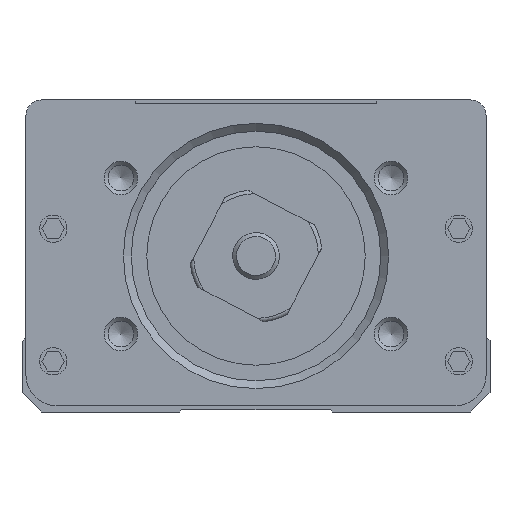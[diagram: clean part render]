
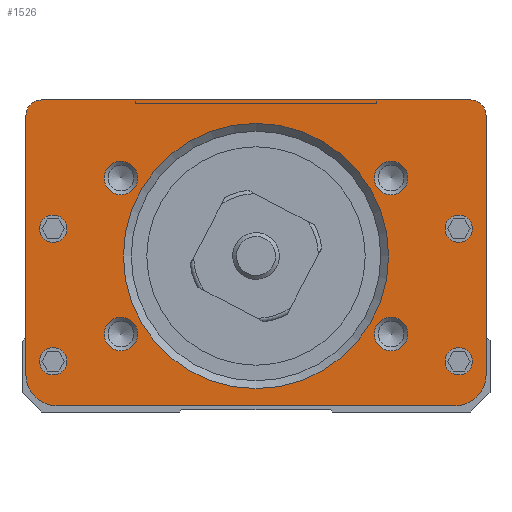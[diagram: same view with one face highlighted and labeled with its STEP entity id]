
A CAD part, front view. The second image highlights one B-rep face of the part: STEP entity #1526.
In plain terms, the highlighted face is planar.
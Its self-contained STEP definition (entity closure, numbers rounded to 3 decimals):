
#884=FACE_BOUND('',#4563,.T.);
#885=FACE_BOUND('',#4564,.T.);
#886=FACE_BOUND('',#4565,.T.);
#887=FACE_BOUND('',#4566,.T.);
#888=FACE_BOUND('',#4567,.T.);
#889=FACE_BOUND('',#4568,.T.);
#890=FACE_BOUND('',#4569,.T.);
#891=FACE_BOUND('',#4570,.T.);
#892=FACE_BOUND('',#4571,.T.);
#893=FACE_BOUND('',#4572,.T.);
#1526=ADVANCED_FACE('',(#884,#885,#886,#887,#888,#889,#890,#891,#892,#893),
#2754,.F.);
#2754=PLANE('',#21982);
#4563=EDGE_LOOP('',(#10529));
#4564=EDGE_LOOP('',(#10530));
#4565=EDGE_LOOP('',(#10531));
#4566=EDGE_LOOP('',(#10532));
#4567=EDGE_LOOP('',(#10533));
#4568=EDGE_LOOP('',(#10534));
#4569=EDGE_LOOP('',(#10535));
#4570=EDGE_LOOP('',(#10536));
#4571=EDGE_LOOP('',(#10537));
#4572=EDGE_LOOP('',(#10538,#10539,#10540,#10541,#10542,#10543,#10544,#10545));
#6215=LINE('',#30842,#8191);
#6261=LINE('',#30970,#8237);
#6263=LINE('',#30974,#8239);
#6283=LINE('',#31024,#8259);
#8191=VECTOR('',#24315,1.);
#8237=VECTOR('',#24409,1.);
#8239=VECTOR('',#24413,1.);
#8259=VECTOR('',#24459,1.);
#10529=ORIENTED_EDGE('',*,*,#18353,.T.);
#10530=ORIENTED_EDGE('',*,*,#18354,.T.);
#10531=ORIENTED_EDGE('',*,*,#18355,.T.);
#10532=ORIENTED_EDGE('',*,*,#18356,.T.);
#10533=ORIENTED_EDGE('',*,*,#18357,.T.);
#10534=ORIENTED_EDGE('',*,*,#18358,.T.);
#10535=ORIENTED_EDGE('',*,*,#18359,.T.);
#10536=ORIENTED_EDGE('',*,*,#18360,.T.);
#10537=ORIENTED_EDGE('',*,*,#18361,.T.);
#10538=ORIENTED_EDGE('',*,*,#18336,.F.);
#10539=ORIENTED_EDGE('',*,*,#18290,.F.);
#10540=ORIENTED_EDGE('',*,*,#18311,.F.);
#10541=ORIENTED_EDGE('',*,*,#18351,.F.);
#10542=ORIENTED_EDGE('',*,*,#18246,.F.);
#10543=ORIENTED_EDGE('',*,*,#18350,.F.);
#10544=ORIENTED_EDGE('',*,*,#18309,.F.);
#10545=ORIENTED_EDGE('',*,*,#18298,.F.);
#16163=VERTEX_POINT('',#30841);
#16164=VERTEX_POINT('',#30843);
#16204=VERTEX_POINT('',#30929);
#16205=VERTEX_POINT('',#30931);
#16212=VERTEX_POINT('',#30947);
#16213=VERTEX_POINT('',#30949);
#16218=VERTEX_POINT('',#30962);
#16222=VERTEX_POINT('',#30973);
#16247=VERTEX_POINT('',#31054);
#16248=VERTEX_POINT('',#31056);
#16249=VERTEX_POINT('',#31058);
#16250=VERTEX_POINT('',#31060);
#16251=VERTEX_POINT('',#31062);
#16252=VERTEX_POINT('',#31064);
#16253=VERTEX_POINT('',#31066);
#16254=VERTEX_POINT('',#31068);
#16255=VERTEX_POINT('',#31070);
#18246=EDGE_CURVE('',#16163,#16164,#6215,.T.);
#18290=EDGE_CURVE('',#16204,#16205,#21011,.T.);
#18298=EDGE_CURVE('',#16212,#16213,#21013,.T.);
#18309=EDGE_CURVE('',#16213,#16218,#6261,.T.);
#18311=EDGE_CURVE('',#16222,#16204,#6263,.T.);
#18336=EDGE_CURVE('',#16205,#16212,#6283,.T.);
#18350=EDGE_CURVE('',#16218,#16163,#21024,.T.);
#18351=EDGE_CURVE('',#16164,#16222,#21025,.T.);
#18353=EDGE_CURVE('',#16247,#16247,#21027,.T.);
#18354=EDGE_CURVE('',#16248,#16248,#21028,.T.);
#18355=EDGE_CURVE('',#16249,#16249,#21029,.T.);
#18356=EDGE_CURVE('',#16250,#16250,#21030,.T.);
#18357=EDGE_CURVE('',#16251,#16251,#21031,.T.);
#18358=EDGE_CURVE('',#16252,#16252,#21032,.T.);
#18359=EDGE_CURVE('',#16253,#16253,#21033,.T.);
#18360=EDGE_CURVE('',#16254,#16254,#21034,.T.);
#18361=EDGE_CURVE('',#16255,#16255,#21035,.T.);
#21011=CIRCLE('',#21939,4.);
#21013=CIRCLE('',#21943,4.);
#21024=CIRCLE('',#21967,2.);
#21025=CIRCLE('',#21969,2.);
#21027=CIRCLE('',#21973,2.15);
#21028=CIRCLE('',#21974,2.15);
#21029=CIRCLE('',#21975,2.15);
#21030=CIRCLE('',#21976,2.15);
#21031=CIRCLE('',#21977,17.);
#21032=CIRCLE('',#21978,1.75);
#21033=CIRCLE('',#21979,1.75);
#21034=CIRCLE('',#21980,1.75);
#21035=CIRCLE('',#21981,1.75);
#21939=AXIS2_PLACEMENT_3D('',#30930,#24379,#24380);
#21943=AXIS2_PLACEMENT_3D('',#30948,#24393,#24394);
#21967=AXIS2_PLACEMENT_3D('',#31047,#24482,#24483);
#21969=AXIS2_PLACEMENT_3D('',#31049,#24486,#24487);
#21973=AXIS2_PLACEMENT_3D('',#31053,#24494,#24495);
#21974=AXIS2_PLACEMENT_3D('',#31055,#24496,#24497);
#21975=AXIS2_PLACEMENT_3D('',#31057,#24498,#24499);
#21976=AXIS2_PLACEMENT_3D('',#31059,#24500,#24501);
#21977=AXIS2_PLACEMENT_3D('',#31061,#24502,#24503);
#21978=AXIS2_PLACEMENT_3D('',#31063,#24504,#24505);
#21979=AXIS2_PLACEMENT_3D('',#31065,#24506,#24507);
#21980=AXIS2_PLACEMENT_3D('',#31067,#24508,#24509);
#21981=AXIS2_PLACEMENT_3D('',#31069,#24510,#24511);
#21982=AXIS2_PLACEMENT_3D('',#31071,#24512,#24513);
#24315=DIRECTION('',(1.,0.,0.));
#24379=DIRECTION('',(0.,1.,0.));
#24380=DIRECTION('',(1.,0.,0.));
#24393=DIRECTION('',(0.,1.,0.));
#24394=DIRECTION('',(1.,0.,0.));
#24409=DIRECTION('',(0.,0.,1.));
#24413=DIRECTION('',(0.,0.,-1.));
#24459=DIRECTION('',(-1.,0.,0.));
#24482=DIRECTION('',(0.,1.,0.));
#24483=DIRECTION('',(0.,0.,1.));
#24486=DIRECTION('',(0.,1.,0.));
#24487=DIRECTION('',(0.,0.,1.));
#24494=DIRECTION('',(0.,1.,0.));
#24495=DIRECTION('',(0.,0.,1.));
#24496=DIRECTION('',(0.,1.,0.));
#24497=DIRECTION('',(0.,0.,1.));
#24498=DIRECTION('',(0.,1.,0.));
#24499=DIRECTION('',(0.,0.,1.));
#24500=DIRECTION('',(0.,1.,0.));
#24501=DIRECTION('',(0.,0.,1.));
#24502=DIRECTION('',(0.,1.,0.));
#24503=DIRECTION('',(0.,0.,1.));
#24504=DIRECTION('',(0.,1.,0.));
#24505=DIRECTION('',(0.,0.,1.));
#24506=DIRECTION('',(0.,1.,0.));
#24507=DIRECTION('',(0.,0.,1.));
#24508=DIRECTION('',(0.,1.,0.));
#24509=DIRECTION('',(0.,0.,1.));
#24510=DIRECTION('',(0.,1.,0.));
#24511=DIRECTION('',(0.,0.,1.));
#24512=DIRECTION('',(0.,1.,0.));
#24513=DIRECTION('',(0.,0.,-1.));
#30841=CARTESIAN_POINT('',(-27.5,-130.762,38.));
#30842=CARTESIAN_POINT('',(-25.5,-130.762,38.));
#30843=CARTESIAN_POINT('',(27.5,-130.762,38.));
#30929=CARTESIAN_POINT('',(29.5,-130.762,2.8));
#30930=CARTESIAN_POINT('',(25.5,-130.762,2.8));
#30931=CARTESIAN_POINT('',(25.5,-130.762,-1.2));
#30947=CARTESIAN_POINT('',(-25.5,-130.762,-1.2));
#30948=CARTESIAN_POINT('',(-25.5,-130.762,2.8));
#30949=CARTESIAN_POINT('',(-29.5,-130.762,2.8));
#30962=CARTESIAN_POINT('',(-29.5,-130.762,36.));
#30970=CARTESIAN_POINT('',(-29.5,-130.762,2.8));
#30973=CARTESIAN_POINT('',(29.5,-130.762,36.));
#30974=CARTESIAN_POINT('',(29.5,-130.762,39.));
#31024=CARTESIAN_POINT('',(25.5,-130.762,-1.2));
#31047=CARTESIAN_POINT('',(-27.5,-130.762,36.));
#31049=CARTESIAN_POINT('',(27.5,-130.762,36.));
#31053=CARTESIAN_POINT('',(-17.321,-130.762,28.));
#31054=CARTESIAN_POINT('',(-17.321,-130.762,30.15));
#31055=CARTESIAN_POINT('',(17.321,-130.762,8.));
#31056=CARTESIAN_POINT('',(17.321,-130.762,10.15));
#31057=CARTESIAN_POINT('',(17.321,-130.762,28.));
#31058=CARTESIAN_POINT('',(17.321,-130.762,30.15));
#31059=CARTESIAN_POINT('',(-17.321,-130.762,8.));
#31060=CARTESIAN_POINT('',(-17.321,-130.762,10.15));
#31061=CARTESIAN_POINT('',(0.,-130.762,18.));
#31062=CARTESIAN_POINT('',(0.,-130.762,35.));
#31063=CARTESIAN_POINT('',(-26.,-130.762,21.5));
#31064=CARTESIAN_POINT('',(-26.,-130.762,23.25));
#31065=CARTESIAN_POINT('',(-26.,-130.762,4.5));
#31066=CARTESIAN_POINT('',(-26.,-130.762,6.25));
#31067=CARTESIAN_POINT('',(26.,-130.762,4.5));
#31068=CARTESIAN_POINT('',(26.,-130.762,6.25));
#31069=CARTESIAN_POINT('',(26.,-130.762,21.5));
#31070=CARTESIAN_POINT('',(26.,-130.762,23.25));
#31071=CARTESIAN_POINT('',(-25.5,-130.762,2.8));
